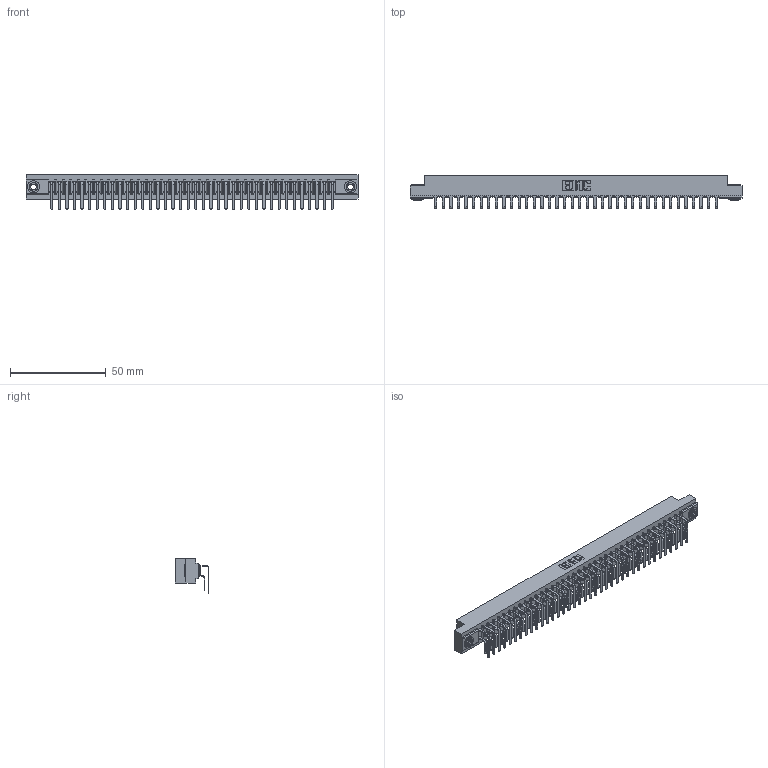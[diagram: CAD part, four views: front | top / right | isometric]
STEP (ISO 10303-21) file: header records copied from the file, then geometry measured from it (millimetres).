
FILE_DESCRIPTION (( 'STEP AP203' ), '1' );
FILE_NAME ('307-076-459-203.STEP', '2020-10-01T05:52:57', ( '' ), ( '' ), 'SwSTEP 2.0', 'SolidWorks 2020', '' );
FILE_SCHEMA (( 'CONFIG_CONTROL_DESIGN' ));
Length unit declared in the file: inch
Products named in the file (5): 307-290-001_558 559 - 1 (Single); 307 Part_.156 Dia Mounting Holes; 307-076-459-203; 345-250-002_345-250-002-102; 307-290-001_559 - 2 (Single)
Assembly tree (79 placements, depth 2):
  307-076-459-203
    307 Part_.156 Dia Mounting Holes
    307-290-001_558 559 - 1 (Single)  x38
    307-290-001_559 - 2 (Single)  x38
    345-250-002_345-250-002-102  x2
Bounding box: 173.58 x 17.69 x 18.07 mm (x, y, z)
Volume: 18768.5 mm3; surface area: 25096.8 mm2
Topology: 79 solids, 79 shells, 4009 faces, 11227 edges, 7274 vertices
Faces by surface type: plane 2602, cylinder 1321, sphere 78, cone 8
Entity records: 36798 total; most frequent: CARTESIAN_POINT 6005, ORIENTED_EDGE 5942, DIRECTION 5897, EDGE_CURVE 2971, VECTOR 2269, LINE 2269, VERTEX_POINT 1922, AXIS2_PLACEMENT_3D 1814
